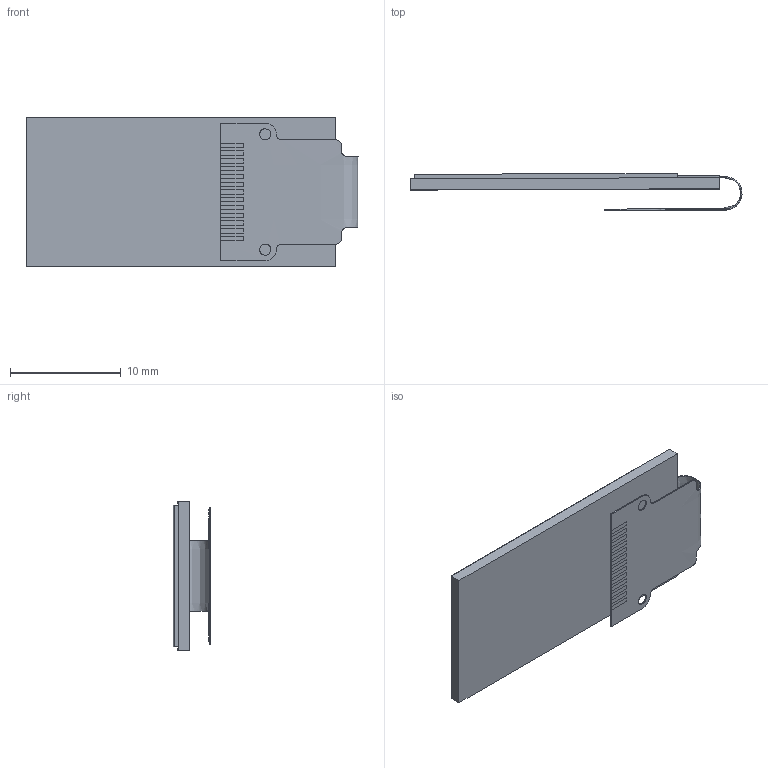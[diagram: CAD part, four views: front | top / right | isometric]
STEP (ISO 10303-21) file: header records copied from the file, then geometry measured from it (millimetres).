
FILE_DESCRIPTION (( 'STEP AP214' ), '1' );
FILE_NAME ('IPS80x160.STEP', '2020-07-25T07:12:55', ( 'boksop' ), ( '' ), 'SwSTEP 2.0', 'SolidWorks 2020', '' );
FILE_SCHEMA (( 'AUTOMOTIVE_DESIGN' ));
Length unit declared in the file: millimetre
Products named in the file (1): IPS80x160
Bounding box: 29.95 x 3.34 x 13.5 mm (x, y, z)
Volume: 524.2 mm3; surface area: 1196.3 mm2
Topology: 14 solids, 14 shells, 117 faces, 262 edges, 174 vertices
Faces by surface type: plane 98, cylinder 10, bspline 9
Entity records: 6269 total; most frequent: CARTESIAN_POINT 2362, ORIENTED_EDGE 524, DIRECTION 411, EDGE_CURVE 262, LINE 193, VECTOR 193, VERTEX_POINT 174, UNCERTAINTY_MEASURE_WITH_UNIT 133
